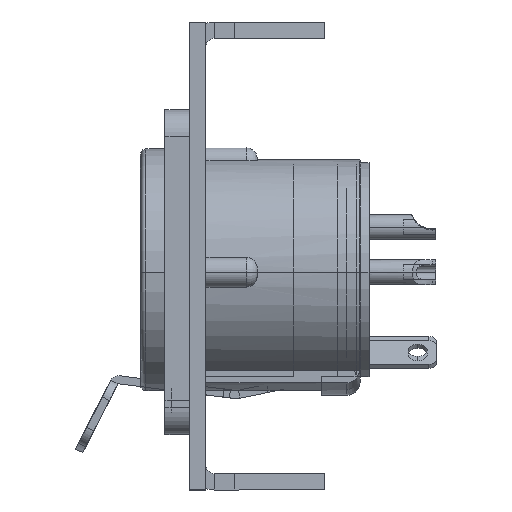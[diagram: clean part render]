
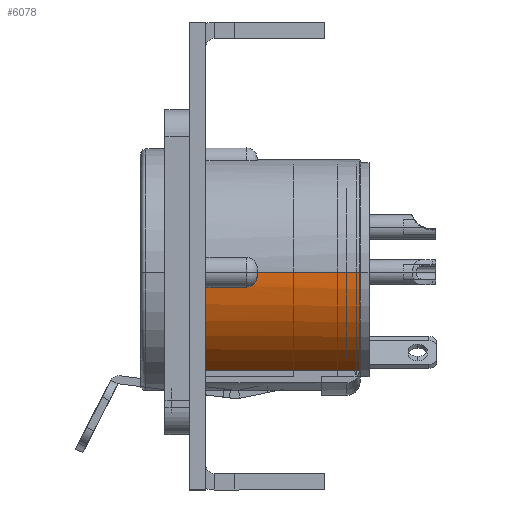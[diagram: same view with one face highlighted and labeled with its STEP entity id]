
A CAD part, left-side view. The second image highlights one B-rep face of the part: STEP entity #6078.
In plain terms, the highlighted cylindrical face has radius 10.541 mm (diameter 21.082 mm), a partial arc.
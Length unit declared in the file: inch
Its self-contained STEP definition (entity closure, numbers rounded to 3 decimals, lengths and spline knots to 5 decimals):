
#461 = LINE ( 'NONE', #22260, #24343 ) ;
#635 = CARTESIAN_POINT ( 'NONE',  ( 0.415, 0., -0.62899 ) ) ;
#664 = EDGE_CURVE ( 'NONE', #27861, #16178, #2641, .T. ) ;
#1847 = ORIENTED_EDGE ( 'NONE', *, *, #23891, .F. ) ;
#2641 = LINE ( 'NONE', #27185, #19286 ) ;
#2860 = VERTEX_POINT ( 'NONE', #16065 ) ;
#2987 = CARTESIAN_POINT ( 'NONE',  ( 0.41211, -0.04895, -0.23102 ) ) ;
#3150 = ORIENTED_EDGE ( 'NONE', *, *, #26127, .T. ) ;
#3560 = DIRECTION ( 'NONE',  ( 0., 0., 1. ) ) ;
#5608 = EDGE_CURVE ( 'NONE', #15184, #16178, #37681, .T. ) ;
#5727 = CARTESIAN_POINT ( 'NONE',  ( 0.199, -0.36418, -0.62899 ) ) ;
#5967 = CARTESIAN_POINT ( 'NONE',  ( 0.41469, -0.01684, -0.25 ) ) ;
#6078 = ADVANCED_FACE ( 'NONE', ( #18333 ), #33794, .T. ) ;
#6099 = B_SPLINE_CURVE_WITH_KNOTS ( 'NONE', 3,
 ( #30695, #5967, #36992, #18543, #40036, #21662, #2987, #24792, #6101, #27859 ),
 .UNSPECIFIED., .F., .F.,
 ( 4, 2, 2, 2, 4 ),
 ( 0., 0.00042, 0.00083, 0.00125, 0.00167 ),
 .UNSPECIFIED. ) ;
#6101 = CARTESIAN_POINT ( 'NONE',  ( 0.41139, -0.05463, -0.21555 ) ) ;
#6273 = CARTESIAN_POINT ( 'NONE',  ( 0.199, -0.36418, 0. ) ) ;
#8405 = CARTESIAN_POINT ( 'NONE',  ( 0.41139, -0.05463, -0.21 ) ) ;
#8745 = DIRECTION ( 'NONE',  ( 0., 0., 1. ) ) ;
#9009 = CARTESIAN_POINT ( 'NONE',  ( 0., 0., -0.63 ) ) ;
#9300 = DIRECTION ( 'NONE',  ( 1., 0., 0. ) ) ;
#9391 = CARTESIAN_POINT ( 'NONE',  ( 0.199, -0.36418, -1.03823 ) ) ;
#11462 = ORIENTED_EDGE ( 'NONE', *, *, #11913, .T. ) ;
#11913 = EDGE_CURVE ( 'NONE', #30544, #27861, #22207, .T. ) ;
#12528 = AXIS2_PLACEMENT_3D ( 'NONE', #17152, #38670, #20267 ) ;
#12551 = CIRCLE ( 'NONE', #12528, 0.415 ) ;
#14090 = AXIS2_PLACEMENT_3D ( 'NONE', #15898, #37454, #19044 ) ;
#14775 = ORIENTED_EDGE ( 'NONE', *, *, #18958, .T. ) ;
#14917 = EDGE_LOOP ( 'NONE', ( #11462, #19923, #33918, #14775, #3150, #33000, #1847 ) ) ;
#15184 = VERTEX_POINT ( 'NONE', #35698 ) ;
#15898 = CARTESIAN_POINT ( 'NONE',  ( 0., 0., -0.62899 ) ) ;
#16065 = CARTESIAN_POINT ( 'NONE',  ( 0.41139, -0.05463, 0. ) ) ;
#16178 = VERTEX_POINT ( 'NONE', #26656 ) ;
#17152 = CARTESIAN_POINT ( 'NONE',  ( 0., 0., 0. ) ) ;
#18333 = FACE_OUTER_BOUND ( 'NONE', #14917, .T. ) ;
#18543 = CARTESIAN_POINT ( 'NONE',  ( 0.41374, -0.03271, -0.24568 ) ) ;
#18958 = EDGE_CURVE ( 'NONE', #15184, #28169, #6099, .T. ) ;
#19044 = DIRECTION ( 'NONE',  ( 1., 0., 0. ) ) ;
#19286 = VECTOR ( 'NONE', #26937, 39.37008 ) ;
#19923 = ORIENTED_EDGE ( 'NONE', *, *, #664, .T. ) ;
#20267 = DIRECTION ( 'NONE',  ( 1., 0., 0. ) ) ;
#20369 = VECTOR ( 'NONE', #27928, 39.37008 ) ;
#21662 = CARTESIAN_POINT ( 'NONE',  ( 0.4125, -0.04565, -0.23555 ) ) ;
#22207 = CIRCLE ( 'NONE', #14090, 0.415 ) ;
#22260 = CARTESIAN_POINT ( 'NONE',  ( 0.41139, -0.05463, -0.25 ) ) ;
#23891 = EDGE_CURVE ( 'NONE', #30544, #34645, #28560, .T. ) ;
#24343 = VECTOR ( 'NONE', #3560, 39.37008 ) ;
#24513 = DIRECTION ( 'NONE',  ( -1., 0., 0. ) ) ;
#24790 = DIRECTION ( 'NONE',  ( 0., 0., 1. ) ) ;
#24792 = CARTESIAN_POINT ( 'NONE',  ( 0.41155, -0.05343, -0.22105 ) ) ;
#24930 = CARTESIAN_POINT ( 'NONE',  ( 0., 0., -0.25 ) ) ;
#26127 = EDGE_CURVE ( 'NONE', #28169, #2860, #461, .T. ) ;
#26656 = CARTESIAN_POINT ( 'NONE',  ( 0.415, 0., -0.25 ) ) ;
#26937 = DIRECTION ( 'NONE',  ( 0., 0., 1. ) ) ;
#27185 = CARTESIAN_POINT ( 'NONE',  ( 0.415, 0., -0.63 ) ) ;
#27859 = CARTESIAN_POINT ( 'NONE',  ( 0.41139, -0.05463, -0.21 ) ) ;
#27861 = VERTEX_POINT ( 'NONE', #635 ) ;
#27928 = DIRECTION ( 'NONE',  ( 0., 0., 1. ) ) ;
#27990 = EDGE_CURVE ( 'NONE', #2860, #34645, #12551, .T. ) ;
#28169 = VERTEX_POINT ( 'NONE', #8405 ) ;
#28560 = LINE ( 'NONE', #9391, #20369 ) ;
#30544 = VERTEX_POINT ( 'NONE', #5727 ) ;
#30691 = AXIS2_PLACEMENT_3D ( 'NONE', #9009, #8745, #9300 ) ;
#30695 = CARTESIAN_POINT ( 'NONE',  ( 0.41485, -0.01132, -0.25 ) ) ;
#32233 = AXIS2_PLACEMENT_3D ( 'NONE', #24930, #24790, #24513 ) ;
#33000 = ORIENTED_EDGE ( 'NONE', *, *, #27990, .T. ) ;
#33794 = CYLINDRICAL_SURFACE ( 'NONE', #30691, 0.415 ) ;
#33918 = ORIENTED_EDGE ( 'NONE', *, *, #5608, .F. ) ;
#34645 = VERTEX_POINT ( 'NONE', #6273 ) ;
#35698 = CARTESIAN_POINT ( 'NONE',  ( 0.41485, -0.01132, -0.25 ) ) ;
#36992 = CARTESIAN_POINT ( 'NONE',  ( 0.41443, -0.02231, -0.24928 ) ) ;
#37454 = DIRECTION ( 'NONE',  ( 0., 0., 1. ) ) ;
#37681 = CIRCLE ( 'NONE', #32233, 0.415 ) ;
#38670 = DIRECTION ( 'NONE',  ( 0., 0., -1. ) ) ;
#40036 = CARTESIAN_POINT ( 'NONE',  ( 0.41332, -0.03749, -0.24289 ) ) ;
